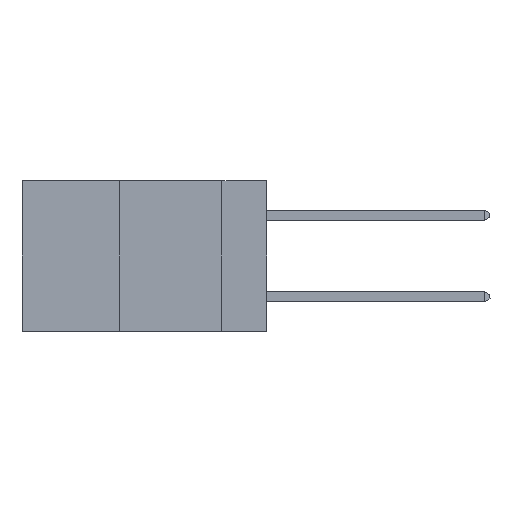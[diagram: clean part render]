
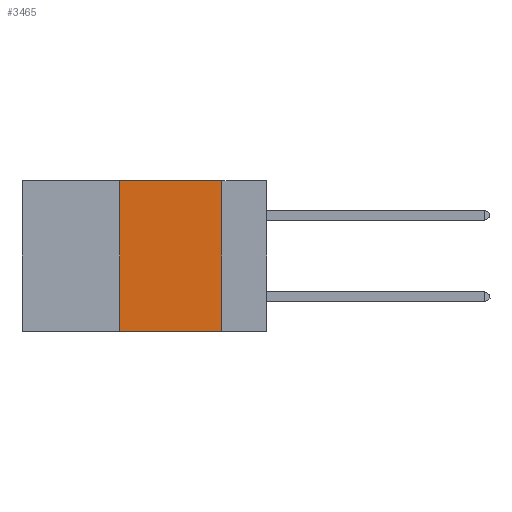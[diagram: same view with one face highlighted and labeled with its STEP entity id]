
A CAD part, left-side view. The second image highlights one B-rep face of the part: STEP entity #3465.
In plain terms, the highlighted planar face has unit normal (-1, 0, 0).
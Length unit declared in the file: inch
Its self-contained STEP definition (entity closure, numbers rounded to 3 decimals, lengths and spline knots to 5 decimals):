
#513 = CARTESIAN_POINT ( 'NONE',  ( 0., 0.11, 0. ) ) ;
#672 = VERTEX_POINT ( 'NONE', #14863 ) ;
#1088 = VECTOR ( 'NONE', #3778, 39.37008 ) ;
#1230 = DIRECTION ( 'NONE',  ( 0., -1., 0. ) ) ;
#1285 = VERTEX_POINT ( 'NONE', #8520 ) ;
#2074 = FACE_OUTER_BOUND ( 'NONE', #5079, .T. ) ;
#2231 = DIRECTION ( 'NONE',  ( 0., 0., -1. ) ) ;
#2450 = VECTOR ( 'NONE', #14086, 39.37008 ) ;
#2675 = EDGE_CURVE ( 'NONE', #7962, #672, #4747, .T. ) ;
#3465 = ADVANCED_FACE ( 'NONE', ( #2074 ), #10545, .F. ) ;
#3778 = DIRECTION ( 'NONE',  ( 0., 0., 1. ) ) ;
#4747 = LINE ( 'NONE', #8436, #10934 ) ;
#5079 = EDGE_LOOP ( 'NONE', ( #13806, #14167, #11779, #11032 ) ) ;
#5518 = CARTESIAN_POINT ( 'NONE',  ( 0., 0.11, -0.37 ) ) ;
#5772 = CARTESIAN_POINT ( 'NONE',  ( 0., 0.36, 0. ) ) ;
#6096 = LINE ( 'NONE', #11925, #6479 ) ;
#6207 = EDGE_CURVE ( 'NONE', #672, #12895, #14564, .T. ) ;
#6461 = AXIS2_PLACEMENT_3D ( 'NONE', #15471, #9433, #2231 ) ;
#6479 = VECTOR ( 'NONE', #1230, 39.37008 ) ;
#7962 = VERTEX_POINT ( 'NONE', #5772 ) ;
#8436 = CARTESIAN_POINT ( 'NONE',  ( 0., 0.6, 0. ) ) ;
#8520 = CARTESIAN_POINT ( 'NONE',  ( 0., 0.36, -0.37 ) ) ;
#9433 = DIRECTION ( 'NONE',  ( 1., 0., 0. ) ) ;
#10545 = PLANE ( 'NONE',  #6461 ) ;
#10934 = VECTOR ( 'NONE', #13318, 39.37008 ) ;
#11032 = ORIENTED_EDGE ( 'NONE', *, *, #13224, .T. ) ;
#11361 = LINE ( 'NONE', #12092, #1088 ) ;
#11718 = EDGE_CURVE ( 'NONE', #1285, #7962, #11361, .T. ) ;
#11779 = ORIENTED_EDGE ( 'NONE', *, *, #11718, .F. ) ;
#11925 = CARTESIAN_POINT ( 'NONE',  ( 0., 0.6, -0.37 ) ) ;
#12092 = CARTESIAN_POINT ( 'NONE',  ( 0., 0.36, 0. ) ) ;
#12895 = VERTEX_POINT ( 'NONE', #5518 ) ;
#13224 = EDGE_CURVE ( 'NONE', #1285, #12895, #6096, .T. ) ;
#13318 = DIRECTION ( 'NONE',  ( 0., -1., 0. ) ) ;
#13806 = ORIENTED_EDGE ( 'NONE', *, *, #6207, .F. ) ;
#14086 = DIRECTION ( 'NONE',  ( 0., 0., -1. ) ) ;
#14167 = ORIENTED_EDGE ( 'NONE', *, *, #2675, .F. ) ;
#14564 = LINE ( 'NONE', #513, #2450 ) ;
#14863 = CARTESIAN_POINT ( 'NONE',  ( 0., 0.11, 0. ) ) ;
#15471 = CARTESIAN_POINT ( 'NONE',  ( 0., 0.6, 0. ) ) ;
